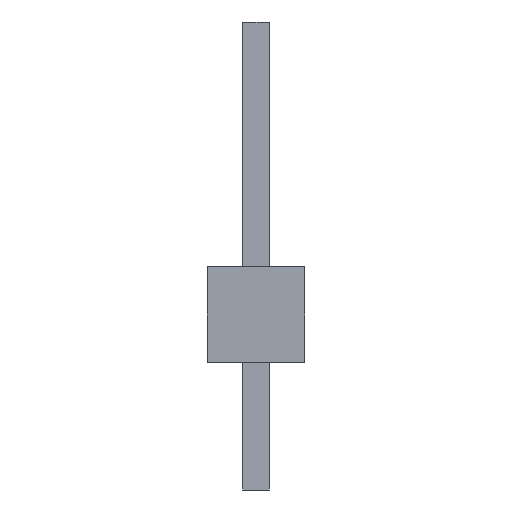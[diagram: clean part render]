
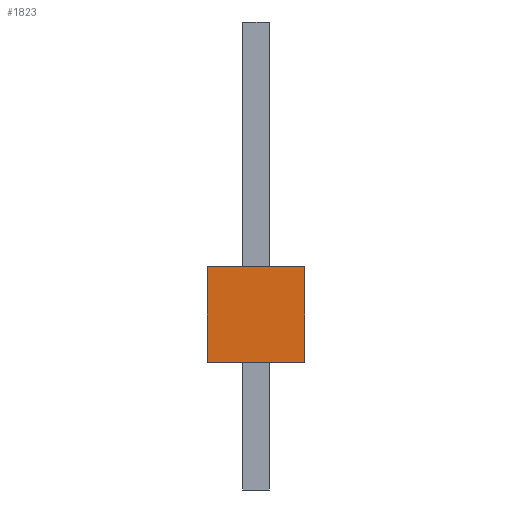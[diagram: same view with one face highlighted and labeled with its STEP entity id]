
A CAD part, left-side view. The second image highlights one B-rep face of the part: STEP entity #1823.
In plain terms, the highlighted planar face has unit normal (-1, 0, 0).
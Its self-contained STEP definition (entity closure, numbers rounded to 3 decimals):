
#158=DIRECTION('',(0.,0.,-1.));
#159=VECTOR('',#158,2.286);
#160=CARTESIAN_POINT('',(-6.147,1.168,0.));
#161=LINE('',#160,#159);
#298=DIRECTION('',(0.,-1.,0.));
#299=VECTOR('',#298,2.337);
#300=CARTESIAN_POINT('',(-6.147,1.168,-2.286));
#301=LINE('',#300,#299);
#402=DIRECTION('',(0.,-1.,0.));
#403=VECTOR('',#402,2.337);
#404=CARTESIAN_POINT('',(-6.147,1.168,0.));
#405=LINE('',#404,#403);
#570=DIRECTION('',(0.,0.,-1.));
#571=VECTOR('',#570,2.286);
#572=CARTESIAN_POINT('',(-6.147,-1.168,0.));
#573=LINE('',#572,#571);
#1190=CARTESIAN_POINT('',(-6.147,1.168,0.));
#1191=CARTESIAN_POINT('',(-6.147,1.168,-2.286));
#1192=VERTEX_POINT('',#1190);
#1193=VERTEX_POINT('',#1191);
#1198=CARTESIAN_POINT('',(-6.147,-1.168,0.));
#1199=CARTESIAN_POINT('',(-6.147,-1.168,-2.286));
#1200=VERTEX_POINT('',#1198);
#1201=VERTEX_POINT('',#1199);
#1810=CARTESIAN_POINT('',(-6.147,1.168,0.));
#1811=DIRECTION('',(-1.,0.,0.));
#1812=DIRECTION('',(0.,0.,-1.));
#1813=AXIS2_PLACEMENT_3D('',#1810,#1811,#1812);
#1814=PLANE('',#1813);
#1815=ORIENTED_EDGE('',*,*,#1559,.F.);
#1817=ORIENTED_EDGE('',*,*,#1816,.T.);
#1819=ORIENTED_EDGE('',*,*,#1818,.T.);
#1820=ORIENTED_EDGE('',*,*,#1684,.F.);
#1821=EDGE_LOOP('',(#1815,#1817,#1819,#1820));
#1822=FACE_OUTER_BOUND('',#1821,.F.);
#1559=EDGE_CURVE('',#1192,#1193,#161,.T.);
#1684=EDGE_CURVE('',#1193,#1201,#301,.T.);
#1816=EDGE_CURVE('',#1192,#1200,#405,.T.);
#1818=EDGE_CURVE('',#1200,#1201,#573,.T.);
#1823=ADVANCED_FACE('',(#1822),#1814,.T.);
